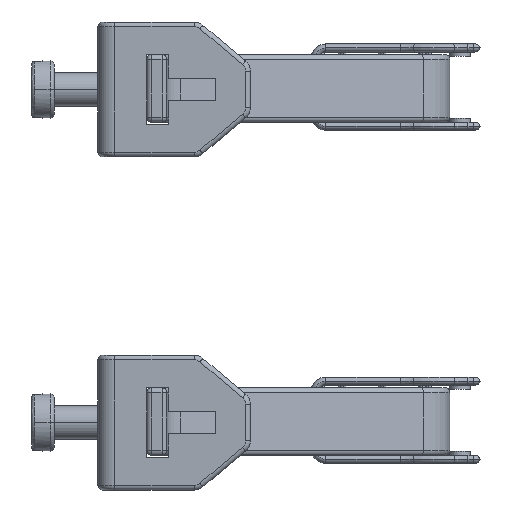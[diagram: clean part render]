
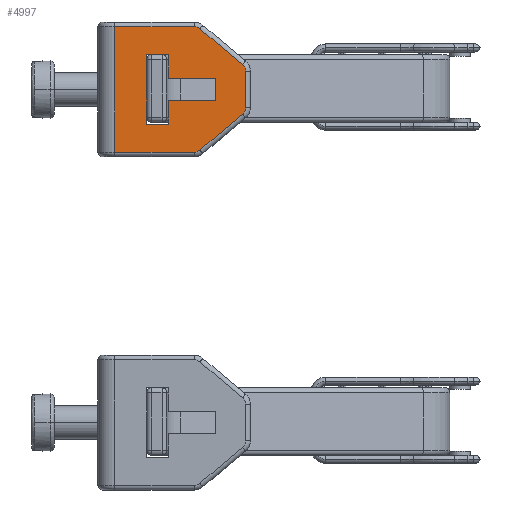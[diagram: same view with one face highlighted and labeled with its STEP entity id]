
A CAD part, left-side view. The second image highlights one B-rep face of the part: STEP entity #4997.
In plain terms, the highlighted face is planar.
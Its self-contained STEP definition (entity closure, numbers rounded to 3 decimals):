
#85 = CARTESIAN_POINT ( 'NONE',  ( 19.3, 0., 20.1 ) ) ;
#172 = ORIENTED_EDGE ( 'NONE', *, *, #8070, .F. ) ;
#276 = LINE ( 'NONE', #3700, #4151 ) ;
#327 = EDGE_CURVE ( 'NONE', #8533, #7008, #14001, .T. ) ;
#533 = VERTEX_POINT ( 'NONE', #4366 ) ;
#741 = CARTESIAN_POINT ( 'NONE',  ( 20., 0., 12.1 ) ) ;
#790 = EDGE_CURVE ( 'NONE', #9359, #13850, #9266, .T. ) ;
#799 = ORIENTED_EDGE ( 'NONE', *, *, #12533, .T. ) ;
#840 = CARTESIAN_POINT ( 'NONE',  ( 6.314, 0., 1.164 ) ) ;
#988 = DIRECTION ( 'NONE',  ( 0.643, 0., -0.766 ) ) ;
#1113 = VECTOR ( 'NONE', #3820, 1000. ) ;
#1305 = VECTOR ( 'NONE', #7670, 1000. ) ;
#1352 = LINE ( 'NONE', #10650, #6808 ) ;
#1394 = CARTESIAN_POINT ( 'NONE',  ( 19.3, 0., 8.328 ) ) ;
#1404 = EDGE_CURVE ( 'NONE', #6908, #5153, #12168, .T. ) ;
#1411 = DIRECTION ( 'NONE',  ( 0., 0., -1. ) ) ;
#1671 = CARTESIAN_POINT ( 'NONE',  ( 12.69, 0., 0.7 ) ) ;
#1742 = VERTEX_POINT ( 'NONE', #6647 ) ;
#1769 = ORIENTED_EDGE ( 'NONE', *, *, #11865, .T. ) ;
#2052 = CARTESIAN_POINT ( 'NONE',  ( 20., 0., 5.1 ) ) ;
#2075 = ORIENTED_EDGE ( 'NONE', *, *, #11954, .T. ) ;
#2127 = ORIENTED_EDGE ( 'NONE', *, *, #14493, .F. ) ;
#2331 = CARTESIAN_POINT ( 'NONE',  ( 0.7, 0., 8.328 ) ) ;
#2355 = DIRECTION ( 'NONE',  ( 0., 0., 1. ) ) ;
#2426 = CARTESIAN_POINT ( 'NONE',  ( 15.15, 0., 20.1 ) ) ;
#2448 = CARTESIAN_POINT ( 'NONE',  ( 1.004, 0., 7.492 ) ) ;
#2592 = VERTEX_POINT ( 'NONE', #12763 ) ;
#2615 = CARTESIAN_POINT ( 'NONE',  ( 20., 0., 20.1 ) ) ;
#2787 = DIRECTION ( 'NONE',  ( 0., -1., 0. ) ) ;
#2859 = AXIS2_PLACEMENT_3D ( 'NONE', #6144, #3985, #12891 ) ;
#3040 = VECTOR ( 'NONE', #8687, 1000. ) ;
#3110 = DIRECTION ( 'NONE',  ( 0.643, 0., 0.766 ) ) ;
#3152 = LINE ( 'NONE', #840, #14138 ) ;
#3445 = ORIENTED_EDGE ( 'NONE', *, *, #6969, .T. ) ;
#3470 = VECTOR ( 'NONE', #4955, 1000. ) ;
#3700 = CARTESIAN_POINT ( 'NONE',  ( 20., 0., 15.4 ) ) ;
#3738 = CARTESIAN_POINT ( 'NONE',  ( 20., 0., 20.1 ) ) ;
#3820 = DIRECTION ( 'NONE',  ( -1., 0., 0. ) ) ;
#3985 = DIRECTION ( 'NONE',  ( 0., -1., 0. ) ) ;
#4151 = VECTOR ( 'NONE', #5037, 1000. ) ;
#4365 = DIRECTION ( 'NONE',  ( 0., 0., -1. ) ) ;
#4366 = CARTESIAN_POINT ( 'NONE',  ( 15.15, 0., 15.4 ) ) ;
#4378 = EDGE_LOOP ( 'NONE', ( #5355, #172, #6901, #10412, #6625, #5061, #2127, #12389 ) ) ;
#4837 = LINE ( 'NONE', #13887, #13768 ) ;
#4955 = DIRECTION ( 'NONE',  ( 0., 0., -1. ) ) ;
#4987 = EDGE_CURVE ( 'NONE', #11565, #9040, #4837, .T. ) ;
#4994 = DIRECTION ( 'NONE',  ( 0., 1., 0. ) ) ;
#4997 = ADVANCED_FACE ( 'NONE', ( #11897, #11676 ), #7225, .F. ) ;
#5015 = AXIS2_PLACEMENT_3D ( 'NONE', #3738, #4994, #9378 ) ;
#5037 = DIRECTION ( 'NONE',  ( -1., 0., 0. ) ) ;
#5061 = ORIENTED_EDGE ( 'NONE', *, *, #1404, .F. ) ;
#5153 = VERTEX_POINT ( 'NONE', #5504 ) ;
#5355 = ORIENTED_EDGE ( 'NONE', *, *, #4987, .F. ) ;
#5418 = VERTEX_POINT ( 'NONE', #1394 ) ;
#5504 = CARTESIAN_POINT ( 'NONE',  ( 11.65, 0., 5.1 ) ) ;
#5571 = CARTESIAN_POINT ( 'NONE',  ( 0.7, 0., 20.1 ) ) ;
#5744 = CARTESIAN_POINT ( 'NONE',  ( 18.996, 0., 7.492 ) ) ;
#5851 = DIRECTION ( 'NONE',  ( 0., -1., 0. ) ) ;
#6071 = CARTESIAN_POINT ( 'NONE',  ( 0.7, 0., 20.1 ) ) ;
#6110 = ORIENTED_EDGE ( 'NONE', *, *, #14486, .T. ) ;
#6144 = CARTESIAN_POINT ( 'NONE',  ( 2., 0., 8.328 ) ) ;
#6317 = CARTESIAN_POINT ( 'NONE',  ( 15.15, 0., 12.1 ) ) ;
#6443 = DIRECTION ( 'NONE',  ( 0., 0., 1. ) ) ;
#6488 = CARTESIAN_POINT ( 'NONE',  ( 12.69, 0., 2. ) ) ;
#6625 = ORIENTED_EDGE ( 'NONE', *, *, #7616, .F. ) ;
#6647 = CARTESIAN_POINT ( 'NONE',  ( 13.686, 0., 1.164 ) ) ;
#6668 = CARTESIAN_POINT ( 'NONE',  ( 18.996, 0., 7.492 ) ) ;
#6742 = LINE ( 'NONE', #6668, #10337 ) ;
#6756 = VECTOR ( 'NONE', #13079, 1000. ) ;
#6808 = VECTOR ( 'NONE', #11610, 1000. ) ;
#6901 = ORIENTED_EDGE ( 'NONE', *, *, #14268, .F. ) ;
#6908 = VERTEX_POINT ( 'NONE', #13778 ) ;
#6969 = EDGE_CURVE ( 'NONE', #14164, #9359, #7350, .T. ) ;
#6978 = CIRCLE ( 'NONE', #8180, 1.3 ) ;
#7008 = VERTEX_POINT ( 'NONE', #1671 ) ;
#7205 = CIRCLE ( 'NONE', #14522, 1.3 ) ;
#7225 = PLANE ( 'NONE',  #5015 ) ;
#7242 = VECTOR ( 'NONE', #11189, 1000. ) ;
#7350 = LINE ( 'NONE', #6071, #3470 ) ;
#7463 = EDGE_LOOP ( 'NONE', ( #799, #3445, #8945, #11400, #6110, #11412, #8485, #1769, #2075, #12872 ) ) ;
#7616 = EDGE_CURVE ( 'NONE', #5153, #11038, #1352, .T. ) ;
#7670 = DIRECTION ( 'NONE',  ( 1., 0., 0. ) ) ;
#7997 = CIRCLE ( 'NONE', #13653, 1.3 ) ;
#8070 = EDGE_CURVE ( 'NONE', #533, #11565, #276, .T. ) ;
#8146 = VECTOR ( 'NONE', #4365, 1000. ) ;
#8180 = AXIS2_PLACEMENT_3D ( 'NONE', #6488, #2787, #9840 ) ;
#8386 = DIRECTION ( 'NONE',  ( 1., 0., 0. ) ) ;
#8485 = ORIENTED_EDGE ( 'NONE', *, *, #9708, .T. ) ;
#8533 = VERTEX_POINT ( 'NONE', #12068 ) ;
#8687 = DIRECTION ( 'NONE',  ( 1., 0., 0. ) ) ;
#8758 = VERTEX_POINT ( 'NONE', #85 ) ;
#8784 = LINE ( 'NONE', #13295, #1305 ) ;
#8945 = ORIENTED_EDGE ( 'NONE', *, *, #790, .T. ) ;
#8991 = LINE ( 'NONE', #2426, #12636 ) ;
#9040 = VERTEX_POINT ( 'NONE', #13441 ) ;
#9266 = CIRCLE ( 'NONE', #2859, 1.3 ) ;
#9276 = DIRECTION ( 'NONE',  ( 0., 0., 1. ) ) ;
#9352 = EDGE_CURVE ( 'NONE', #5418, #8758, #12376, .T. ) ;
#9359 = VERTEX_POINT ( 'NONE', #2331 ) ;
#9378 = DIRECTION ( 'NONE',  ( 0., 0., 1. ) ) ;
#9708 = EDGE_CURVE ( 'NONE', #7008, #1742, #6978, .T. ) ;
#9840 = DIRECTION ( 'NONE',  ( 0., 0., 1. ) ) ;
#9996 = EDGE_CURVE ( 'NONE', #9040, #2592, #13150, .T. ) ;
#10271 = EDGE_CURVE ( 'NONE', #11038, #13000, #8784, .T. ) ;
#10303 = CARTESIAN_POINT ( 'NONE',  ( 18., 0., 8.328 ) ) ;
#10337 = VECTOR ( 'NONE', #3110, 1000. ) ;
#10412 = ORIENTED_EDGE ( 'NONE', *, *, #10271, .F. ) ;
#10650 = CARTESIAN_POINT ( 'NONE',  ( 11.65, 0., 20.1 ) ) ;
#10731 = VERTEX_POINT ( 'NONE', #12605 ) ;
#10839 = LINE ( 'NONE', #14221, #8146 ) ;
#11038 = VERTEX_POINT ( 'NONE', #13992 ) ;
#11189 = DIRECTION ( 'NONE',  ( 0., 0., 1. ) ) ;
#11264 = CARTESIAN_POINT ( 'NONE',  ( 19.3, 0., 20.1 ) ) ;
#11400 = ORIENTED_EDGE ( 'NONE', *, *, #12294, .T. ) ;
#11412 = ORIENTED_EDGE ( 'NONE', *, *, #327, .T. ) ;
#11565 = VERTEX_POINT ( 'NONE', #12485 ) ;
#11610 = DIRECTION ( 'NONE',  ( 0., 0., 1. ) ) ;
#11676 = FACE_BOUND ( 'NONE', #4378, .T. ) ;
#11865 = EDGE_CURVE ( 'NONE', #1742, #13632, #6742, .T. ) ;
#11897 = FACE_OUTER_BOUND ( 'NONE', #7463, .T. ) ;
#11954 = EDGE_CURVE ( 'NONE', #13632, #5418, #7997, .T. ) ;
#12016 = CARTESIAN_POINT ( 'NONE',  ( 7.31, 0., 2. ) ) ;
#12068 = CARTESIAN_POINT ( 'NONE',  ( 7.31, 0., 0.7 ) ) ;
#12168 = LINE ( 'NONE', #2052, #3040 ) ;
#12294 = EDGE_CURVE ( 'NONE', #13850, #10731, #3152, .T. ) ;
#12376 = LINE ( 'NONE', #11264, #7242 ) ;
#12389 = ORIENTED_EDGE ( 'NONE', *, *, #9996, .F. ) ;
#12485 = CARTESIAN_POINT ( 'NONE',  ( 4.85, 0., 15.4 ) ) ;
#12533 = EDGE_CURVE ( 'NONE', #8758, #14164, #12795, .T. ) ;
#12605 = CARTESIAN_POINT ( 'NONE',  ( 6.314, 0., 1.164 ) ) ;
#12636 = VECTOR ( 'NONE', #2355, 1000. ) ;
#12763 = CARTESIAN_POINT ( 'NONE',  ( 8.35, 0., 12.1 ) ) ;
#12795 = LINE ( 'NONE', #2615, #1113 ) ;
#12872 = ORIENTED_EDGE ( 'NONE', *, *, #9352, .T. ) ;
#12891 = DIRECTION ( 'NONE',  ( 0., 0., 1. ) ) ;
#13000 = VERTEX_POINT ( 'NONE', #6317 ) ;
#13079 = DIRECTION ( 'NONE',  ( 1., 0., 0. ) ) ;
#13150 = LINE ( 'NONE', #741, #6756 ) ;
#13295 = CARTESIAN_POINT ( 'NONE',  ( 20., 0., 12.1 ) ) ;
#13441 = CARTESIAN_POINT ( 'NONE',  ( 4.85, 0., 12.1 ) ) ;
#13632 = VERTEX_POINT ( 'NONE', #5744 ) ;
#13653 = AXIS2_PLACEMENT_3D ( 'NONE', #10303, #5851, #9276 ) ;
#13768 = VECTOR ( 'NONE', #1411, 1000. ) ;
#13778 = CARTESIAN_POINT ( 'NONE',  ( 8.35, 0., 5.1 ) ) ;
#13791 = VECTOR ( 'NONE', #8386, 1000. ) ;
#13850 = VERTEX_POINT ( 'NONE', #2448 ) ;
#13887 = CARTESIAN_POINT ( 'NONE',  ( 4.85, 0., 20.1 ) ) ;
#13928 = CARTESIAN_POINT ( 'NONE',  ( 20., 0., 0.7 ) ) ;
#13992 = CARTESIAN_POINT ( 'NONE',  ( 11.65, 0., 12.1 ) ) ;
#14001 = LINE ( 'NONE', #13928, #13791 ) ;
#14138 = VECTOR ( 'NONE', #988, 1000. ) ;
#14164 = VERTEX_POINT ( 'NONE', #5571 ) ;
#14221 = CARTESIAN_POINT ( 'NONE',  ( 8.35, 0., 20.1 ) ) ;
#14268 = EDGE_CURVE ( 'NONE', #13000, #533, #8991, .T. ) ;
#14486 = EDGE_CURVE ( 'NONE', #10731, #8533, #7205, .T. ) ;
#14493 = EDGE_CURVE ( 'NONE', #2592, #6908, #10839, .T. ) ;
#14514 = DIRECTION ( 'NONE',  ( 0., -1., 0. ) ) ;
#14522 = AXIS2_PLACEMENT_3D ( 'NONE', #12016, #14514, #6443 ) ;
